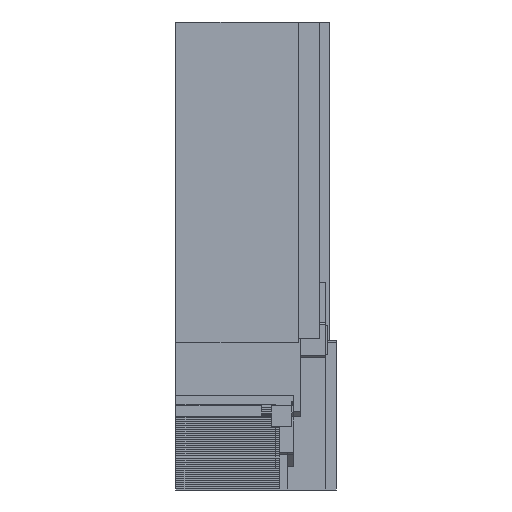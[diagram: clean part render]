
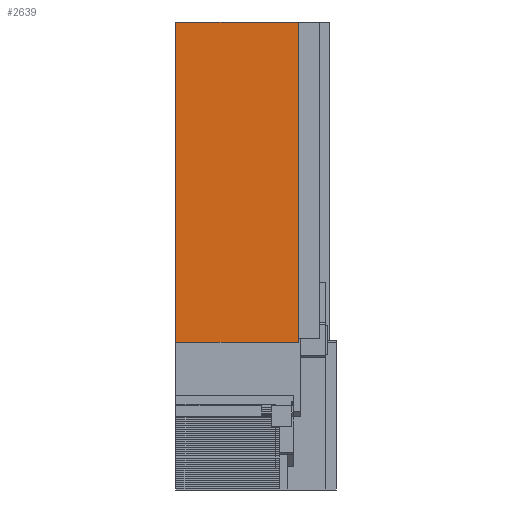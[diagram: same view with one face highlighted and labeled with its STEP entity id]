
A CAD part, left-side view. The second image highlights one B-rep face of the part: STEP entity #2639.
In plain terms, the highlighted planar face has unit normal (-1, 0, 0).
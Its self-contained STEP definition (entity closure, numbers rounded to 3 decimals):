
#2639=ADVANCED_FACE('',(#4780),#4781,.F.);
#4780=FACE_OUTER_BOUND('',#7153,.T.);
#4781=PLANE('',#7154);
#7153=EDGE_LOOP('',(#11394,#11395,#11396,#11397));
#7154=AXIS2_PLACEMENT_3D('',#11398,#11399,#11400);
#11394=ORIENTED_EDGE('',*,*,#13892,.F.);
#11395=ORIENTED_EDGE('',*,*,#13313,.F.);
#11396=ORIENTED_EDGE('',*,*,#14149,.T.);
#11397=ORIENTED_EDGE('',*,*,#12482,.T.);
#11398=CARTESIAN_POINT('',(420.,-10.013,985.));
#11399=DIRECTION('',(1.0,0.0,0.));
#11400=DIRECTION('',(0.0,1.0,0.0));
#12482=EDGE_CURVE('',#14405,#14402,#14406,.T.);
#13313=EDGE_CURVE('',#15767,#15765,#15769,.T.);
#13892=EDGE_CURVE('',#15765,#14402,#16545,.T.);
#14149=EDGE_CURVE('',#15767,#14405,#16848,.T.);
#14402=VERTEX_POINT('',#17131);
#14405=VERTEX_POINT('',#17135);
#14406=LINE('',#17136,#17137);
#15765=VERTEX_POINT('',#19120);
#15767=VERTEX_POINT('',#19123);
#15769=LINE('',#19126,#19127);
#16545=LINE('',#20275,#20276);
#16848=LINE('',#20710,#20711);
#17131=CARTESIAN_POINT('',(420.,-10.013,205.0));
#17135=CARTESIAN_POINT('',(420.,287.516,205.0));
#17136=CARTESIAN_POINT('',(420.,287.516,205.0));
#17137=VECTOR('',#21007,1.0);
#19120=CARTESIAN_POINT('',(420.,-10.013,985.));
#19123=CARTESIAN_POINT('',(420.,287.516,985.));
#19126=CARTESIAN_POINT('',(420.,287.516,985.));
#19127=VECTOR('',#21634,1.0);
#20275=CARTESIAN_POINT('',(420.,-10.013,985.));
#20276=VECTOR('',#22007,1.0);
#20710=CARTESIAN_POINT('',(420.,287.516,985.));
#20711=VECTOR('',#22139,1.0);
#21007=DIRECTION('',(0.,-1.0,0.));
#21634=DIRECTION('',(0.0,-1.0,0.0));
#22007=DIRECTION('',(0.,0.0,-1.0));
#22139=DIRECTION('',(0.,0.0,-1.0));
